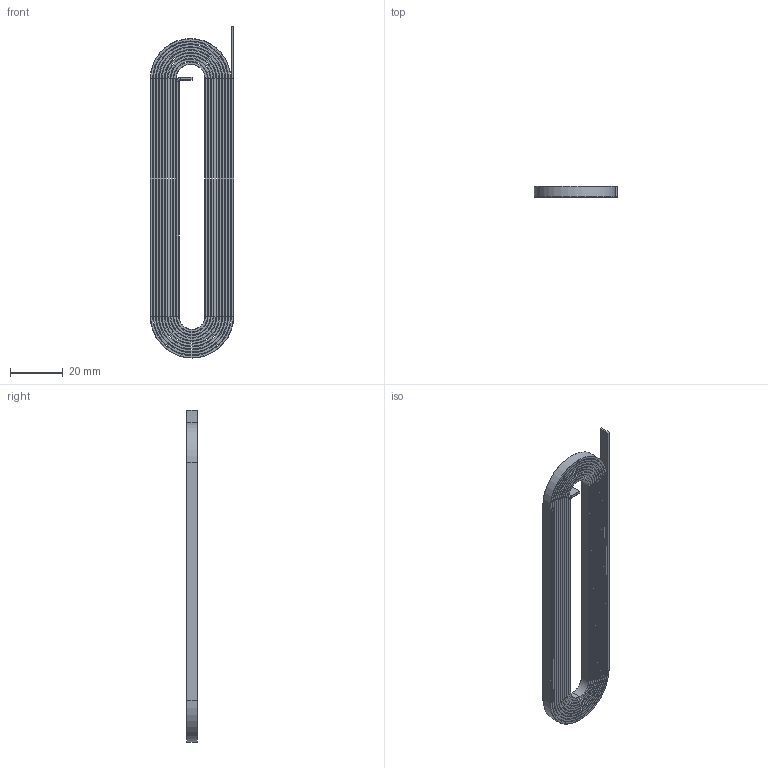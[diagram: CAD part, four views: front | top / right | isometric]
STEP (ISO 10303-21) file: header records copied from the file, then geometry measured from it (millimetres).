
FILE_DESCRIPTION (( 'STEP AP214' ), '1' );
FILE_NAME ('Coil.STEP', '2019-04-15T05:47:23', ( '' ), ( '' ), 'SwSTEP 2.0', 'SolidWorks 2018', '' );
FILE_SCHEMA (( 'AUTOMOTIVE_DESIGN' ));
Length unit declared in the file: millimetre
Products named in the file (1): Coil
Bounding box: 31.6 x 4 x 125.8 mm (x, y, z)
Volume: 9750.2 mm3; surface area: 24016.4 mm2
Topology: 1 solids, 1 shells, 398 faces, 820 edges, 424 vertices
Faces by surface type: cylinder 148, plane 130, torus 120
Entity records: 10266 total; most frequent: DIRECTION 2070, CARTESIAN_POINT 1643, ORIENTED_EDGE 1640, AXIS2_PLACEMENT_3D 851, EDGE_CURVE 820, CIRCLE 452, VERTEX_POINT 424, ADVANCED_FACE 398
